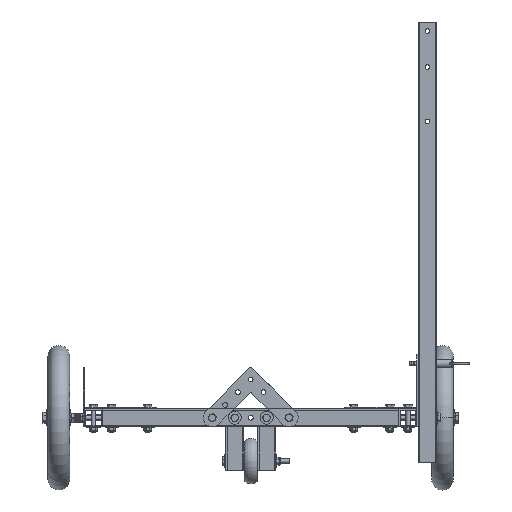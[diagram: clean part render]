
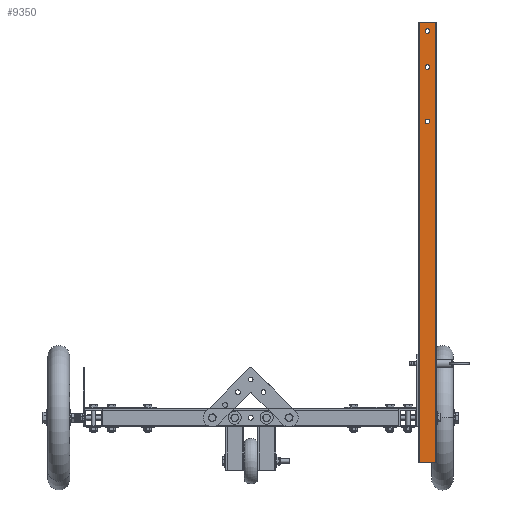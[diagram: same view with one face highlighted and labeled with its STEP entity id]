
A CAD part, front view. The second image highlights one B-rep face of the part: STEP entity #9350.
In plain terms, the highlighted face is planar.
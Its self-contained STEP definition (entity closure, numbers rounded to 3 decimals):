
#9049 = EDGE_CURVE('',#9050,#9052,#9054,.T.);
#9050 = VERTEX_POINT('',#9051);
#9051 = CARTESIAN_POINT('',(-12.5,0.,-12.5));
#9052 = VERTEX_POINT('',#9053);
#9053 = CARTESIAN_POINT('',(-12.5,-610.,-12.5));
#9054 = LINE('',#9055,#9056);
#9055 = CARTESIAN_POINT('',(-12.5,0.,-12.5));
#9056 = VECTOR('',#9057,1.);
#9057 = DIRECTION('',(0.,-1.,0.));
#9115 = VERTEX_POINT('',#9116);
#9116 = CARTESIAN_POINT('',(12.5,0.,-12.5));
#9122 = EDGE_CURVE('',#9115,#9050,#9123,.T.);
#9123 = LINE('',#9124,#9125);
#9124 = CARTESIAN_POINT('',(12.5,0.,-12.5));
#9125 = VECTOR('',#9126,1.);
#9126 = DIRECTION('',(-1.,0.,0.));
#9173 = VERTEX_POINT('',#9174);
#9174 = CARTESIAN_POINT('',(12.5,-610.,-12.5));
#9180 = EDGE_CURVE('',#9173,#9052,#9181,.T.);
#9181 = LINE('',#9182,#9183);
#9182 = CARTESIAN_POINT('',(12.5,-610.,-12.5));
#9183 = VECTOR('',#9184,1.);
#9184 = DIRECTION('',(-1.,0.,0.));
#9231 = EDGE_CURVE('',#9115,#9173,#9232,.T.);
#9232 = LINE('',#9233,#9234);
#9233 = CARTESIAN_POINT('',(12.5,0.,-12.5));
#9234 = VECTOR('',#9235,1.);
#9235 = DIRECTION('',(0.,-1.,0.));
#9350 = ADVANCED_FACE('',(#9351,#9357,#9368,#9379),#9390,.T.);
#9351 = FACE_BOUND('',#9352,.T.);
#9352 = EDGE_LOOP('',(#9353,#9354,#9355,#9356));
#9353 = ORIENTED_EDGE('',*,*,#9231,.T.);
#9354 = ORIENTED_EDGE('',*,*,#9180,.T.);
#9355 = ORIENTED_EDGE('',*,*,#9049,.F.);
#9356 = ORIENTED_EDGE('',*,*,#9122,.F.);
#9357 = FACE_BOUND('',#9358,.T.);
#9358 = EDGE_LOOP('',(#9359));
#9359 = ORIENTED_EDGE('',*,*,#9360,.T.);
#9360 = EDGE_CURVE('',#9361,#9361,#9363,.T.);
#9361 = VERTEX_POINT('',#9362);
#9362 = CARTESIAN_POINT('',(0.,-600.75,-12.5));
#9363 = CIRCLE('',#9364,3.25);
#9364 = AXIS2_PLACEMENT_3D('',#9365,#9366,#9367);
#9365 = CARTESIAN_POINT('',(0.,-597.5,-12.5));
#9366 = DIRECTION('',(0.,0.,1.));
#9367 = DIRECTION('',(0.,-1.,0.));
#9368 = FACE_BOUND('',#9369,.T.);
#9369 = EDGE_LOOP('',(#9370));
#9370 = ORIENTED_EDGE('',*,*,#9371,.T.);
#9371 = EDGE_CURVE('',#9372,#9372,#9374,.T.);
#9372 = VERTEX_POINT('',#9373);
#9373 = CARTESIAN_POINT('',(0.,-550.75,-12.5));
#9374 = CIRCLE('',#9375,3.25);
#9375 = AXIS2_PLACEMENT_3D('',#9376,#9377,#9378);
#9376 = CARTESIAN_POINT('',(0.,-547.5,-12.5));
#9377 = DIRECTION('',(0.,0.,1.));
#9378 = DIRECTION('',(0.,-1.,0.));
#9379 = FACE_BOUND('',#9380,.T.);
#9380 = EDGE_LOOP('',(#9381));
#9381 = ORIENTED_EDGE('',*,*,#9382,.T.);
#9382 = EDGE_CURVE('',#9383,#9383,#9385,.T.);
#9383 = VERTEX_POINT('',#9384);
#9384 = CARTESIAN_POINT('',(0.,-475.75,-12.5));
#9385 = CIRCLE('',#9386,3.25);
#9386 = AXIS2_PLACEMENT_3D('',#9387,#9388,#9389);
#9387 = CARTESIAN_POINT('',(0.,-472.5,-12.5));
#9388 = DIRECTION('',(0.,0.,1.));
#9389 = DIRECTION('',(0.,-1.,0.));
#9390 = PLANE('',#9391);
#9391 = AXIS2_PLACEMENT_3D('',#9392,#9393,#9394);
#9392 = CARTESIAN_POINT('',(12.5,0.,-12.5));
#9393 = DIRECTION('',(0.,0.,-1.));
#9394 = DIRECTION('',(-1.,0.,0.));
